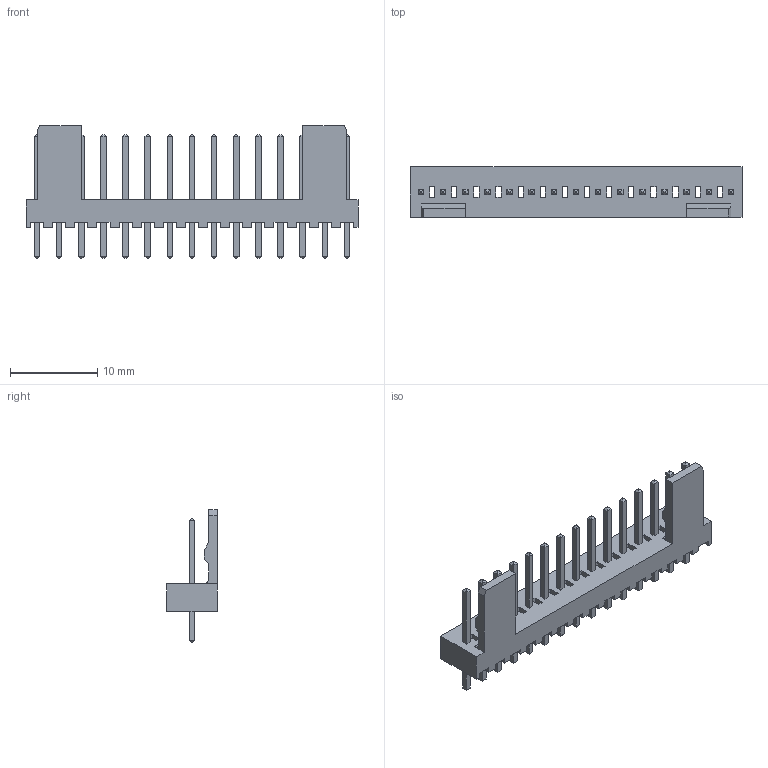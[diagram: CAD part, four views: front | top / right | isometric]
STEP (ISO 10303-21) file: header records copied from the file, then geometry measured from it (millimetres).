
FILE_DESCRIPTION(/* description */ ('model of Molex_KK-254_AE-6410-15A_1x15_P2.54mm_Vertical'),/* implementation_level */ '2;1');
FILE_NAME(/* name */ 'Molex_KK-254_AE-6410-15A_1x15_P2.54mm_Vertical.step',/* time_stamp */ '2017-12-04T15:10:58',/* author */ ('Ray Benitez',''),/* organization */ (''),/* preprocessor_version */ '',/* originating_system */ '',/* authorisation */ '');
FILE_SCHEMA(('AUTOMOTIVE_DESIGN { 1 0 10303 214 1 1 1 1 }'));
Length unit declared in the file: millimetre
Products named in the file (1): Molex_AE_6410_15A
Bounding box: 38.1 x 5.8 x 15.26 mm (x, y, z)
Volume: 755.9 mm3; surface area: 1581.4 mm2
Topology: 1 solids, 1 shells, 412 faces, 1020 edges, 640 vertices
Faces by surface type: plane 410, cylinder 2
Entity records: 8043 total; most frequent: ORIENTED_EDGE 1595, CARTESIAN_POINT 1331, EDGE_CURVE 1020, LINE 924, VERTEX_POINT 640, FACE_BOUND 470, EDGE_LOOP 470, ADVANCED_FACE 412
